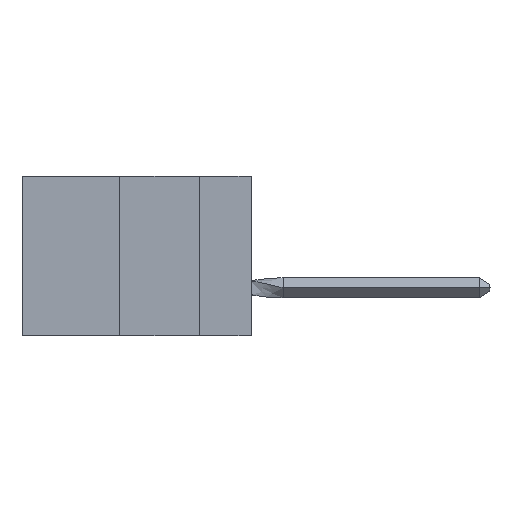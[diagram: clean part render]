
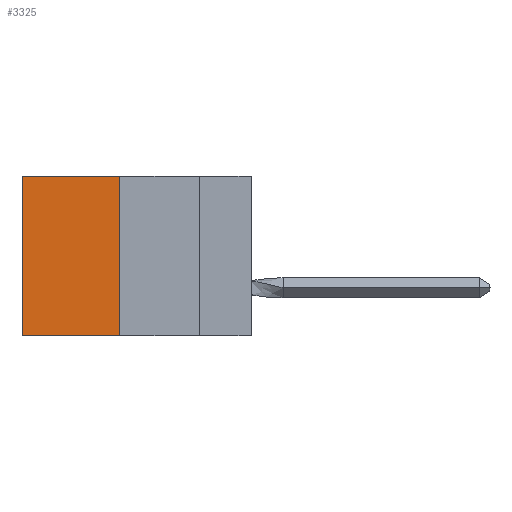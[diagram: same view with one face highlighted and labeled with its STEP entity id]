
A CAD part, left-side view. The second image highlights one B-rep face of the part: STEP entity #3325.
In plain terms, the highlighted planar face has unit normal (-1, 0, 0).
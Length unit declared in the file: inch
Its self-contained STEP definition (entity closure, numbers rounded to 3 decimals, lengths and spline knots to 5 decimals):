
#26 = VERTEX_POINT ( 'NONE', #11584 ) ;
#238 = VECTOR ( 'NONE', #11588, 39.37008 ) ;
#1914 = FACE_OUTER_BOUND ( 'NONE', #6449, .T. ) ;
#2466 = CARTESIAN_POINT ( 'NONE',  ( 0.305, 0.413, -0.5 ) ) ;
#2520 = VECTOR ( 'NONE', #6956, 39.37008 ) ;
#2619 = PLANE ( 'NONE',  #11410 ) ;
#2896 = LINE ( 'NONE', #7011, #2520 ) ;
#3325 = ADVANCED_FACE ( 'NONE', ( #1914 ), #2619, .F. ) ;
#3532 = VECTOR ( 'NONE', #3579, 39.37008 ) ;
#3579 = DIRECTION ( 'NONE',  ( 0., 1., 0. ) ) ;
#4335 = CARTESIAN_POINT ( 'NONE',  ( 0.305, 0.72, 0. ) ) ;
#4430 = CARTESIAN_POINT ( 'NONE',  ( 0.305, 0.413, -0.5 ) ) ;
#5241 = LINE ( 'NONE', #4430, #238 ) ;
#6449 = EDGE_LOOP ( 'NONE', ( #8444, #13645, #11207, #7863 ) ) ;
#6925 = EDGE_CURVE ( 'NONE', #14342, #11264, #13397, .T. ) ;
#6956 = DIRECTION ( 'NONE',  ( 0., 1., 0. ) ) ;
#7011 = CARTESIAN_POINT ( 'NONE',  ( 0.305, 0.413, 0. ) ) ;
#7052 = EDGE_CURVE ( 'NONE', #26, #14342, #2896, .T. ) ;
#7863 = ORIENTED_EDGE ( 'NONE', *, *, #7052, .T. ) ;
#8444 = ORIENTED_EDGE ( 'NONE', *, *, #6925, .T. ) ;
#8744 = CARTESIAN_POINT ( 'NONE',  ( 0.305, 0.413, -0.5 ) ) ;
#11207 = ORIENTED_EDGE ( 'NONE', *, *, #14276, .F. ) ;
#11213 = EDGE_CURVE ( 'NONE', #12044, #11264, #13878, .T. ) ;
#11264 = VERTEX_POINT ( 'NONE', #12780 ) ;
#11293 = DIRECTION ( 'NONE',  ( 0., 0., -1. ) ) ;
#11410 = AXIS2_PLACEMENT_3D ( 'NONE', #11924, #11878, #14222 ) ;
#11482 = CARTESIAN_POINT ( 'NONE',  ( 0.305, 0.72, -0.5 ) ) ;
#11584 = CARTESIAN_POINT ( 'NONE',  ( 0.305, 0.413, 0. ) ) ;
#11588 = DIRECTION ( 'NONE',  ( 0., 0., -1. ) ) ;
#11878 = DIRECTION ( 'NONE',  ( 1., 0., 0. ) ) ;
#11924 = CARTESIAN_POINT ( 'NONE',  ( 0.305, 0.413, -0.5 ) ) ;
#12044 = VERTEX_POINT ( 'NONE', #8744 ) ;
#12780 = CARTESIAN_POINT ( 'NONE',  ( 0.305, 0.72, -0.5 ) ) ;
#12838 = VECTOR ( 'NONE', #11293, 39.37008 ) ;
#13397 = LINE ( 'NONE', #11482, #12838 ) ;
#13645 = ORIENTED_EDGE ( 'NONE', *, *, #11213, .F. ) ;
#13878 = LINE ( 'NONE', #2466, #3532 ) ;
#14222 = DIRECTION ( 'NONE',  ( 0., 0., -1. ) ) ;
#14276 = EDGE_CURVE ( 'NONE', #26, #12044, #5241, .T. ) ;
#14342 = VERTEX_POINT ( 'NONE', #4335 ) ;
